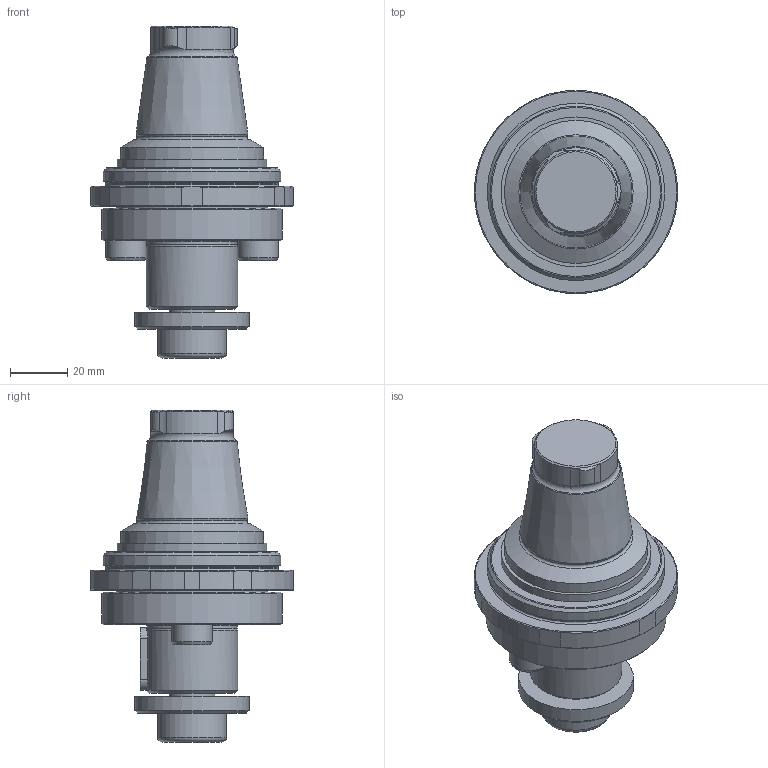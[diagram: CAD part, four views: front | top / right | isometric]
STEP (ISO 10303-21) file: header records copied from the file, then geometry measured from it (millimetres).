
FILE_DESCRIPTION(/* description */ ('Unknown'),/* implementation_level */ '2;1');
FILE_NAME(/* name */ '320240032',/* time_stamp */ '2020-06-18T10:03:49+02:00',/* author */ ('Unknown'),/* organization */ ('Unknown'),/* preprocessor_version */ 'ST-DEVELOPER v16.7',/* originating_system */ 'DEX',/* authorisation */ $);
FILE_SCHEMA (('AUTOMOTIVE_DESIGN {1 0 10303 214 3 1 1}'));
Length unit declared in the file: millimetre
Products named in the file (1): 090332_320240032_vereinfacht_STP_00414795
Bounding box: 70.8 x 70.6 x 116 mm (x, y, z)
Volume: 172411.7 mm3; surface area: 26414 mm2
Topology: 1 solids, 1 shells, 92 faces, 217 edges, 136 vertices
Faces by surface type: cylinder 35, plane 26, cone 23, torus 8
Full cylindrical faces by diameter (mm): 14 x2, 16 x1, 23.977 x1, 31.6 x1, 32 x1, 40 x1, 50 x1, 52.4 x1, 53 x1, 60.1 x1, 62 x1, 63 x1
Entity records: 2431 total; most frequent: CARTESIAN_POINT 547, DIRECTION 388, ORIENTED_EDGE 336, AXIS2_PLACEMENT_3D 176, EDGE_CURVE 168, EDGE_LOOP 136, FACE_BOUND 136, VERTEX_POINT 122
